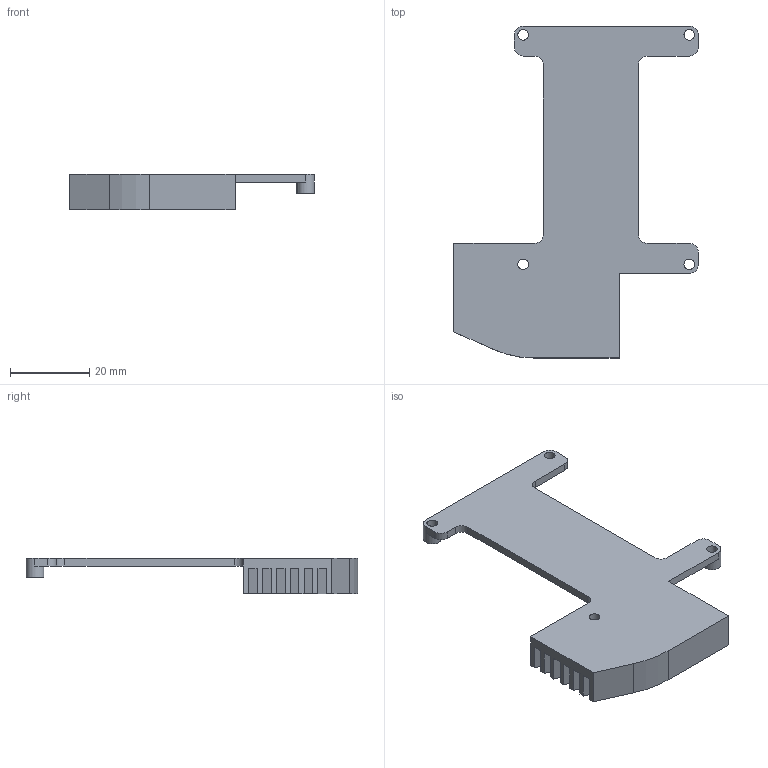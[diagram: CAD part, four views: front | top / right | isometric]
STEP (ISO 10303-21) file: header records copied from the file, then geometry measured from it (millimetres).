
FILE_DESCRIPTION(/* description */ (''),/* implementation_level */ '2;1');
FILE_NAME(/* name */ 'Heatsink.step',/* time_stamp */ '2024-04-15T14:47:22-07:00',/* author */ (''),/* organization */ (''),/* preprocessor_version */ 'ST-DEVELOPER v20',/* originating_system */ 'Autodesk Translation Framework v12.20.1.177',/* authorisation */ '');
FILE_SCHEMA (('AUTOMOTIVE_DESIGN { 1 0 10303 214 3 1 1 }'));
Length unit declared in the file: millimetre
Products named in the file (1): Heatsink
Bounding box: 61.77 x 83.9 x 9 mm (x, y, z)
Volume: 8469.7 mm3; surface area: 10535.9 mm2
Topology: 1 solids, 1 shells, 91 faces, 265 edges, 176 vertices
Faces by surface type: plane 62, cylinder 29
Full cylindrical faces by diameter (mm): 2.7 x4, 4.5 x3
Entity records: 3063 total; most frequent: CARTESIAN_POINT 533, ORIENTED_EDGE 530, DIRECTION 513, EDGE_CURVE 265, LINE 201, VECTOR 201, VERTEX_POINT 176, AXIS2_PLACEMENT_3D 156
